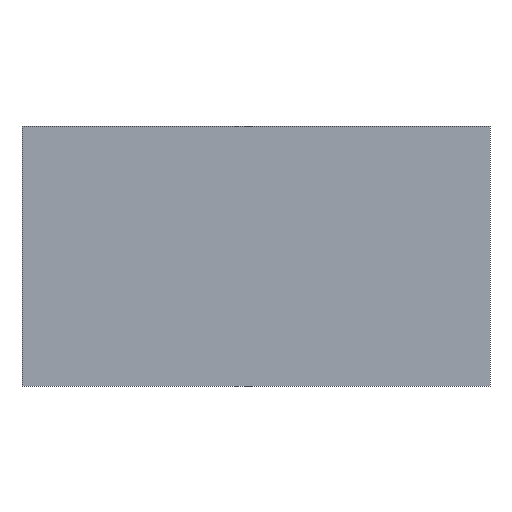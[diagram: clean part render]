
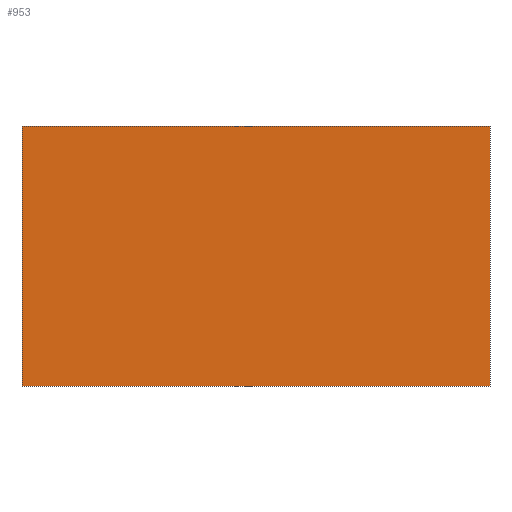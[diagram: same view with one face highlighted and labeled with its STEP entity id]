
A CAD part, front view. The second image highlights one B-rep face of the part: STEP entity #953.
In plain terms, the highlighted planar face has unit normal (0, -1, 0).
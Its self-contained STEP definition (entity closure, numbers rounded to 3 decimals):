
#154=FACE_OUTER_BOUND('',#208,.T.);
#208=EDGE_LOOP('',(#657,#658,#659,#660));
#259=LINE('',#1507,#323);
#263=LINE('',#1515,#327);
#266=LINE('',#1521,#330);
#269=LINE('',#1526,#333);
#323=VECTOR('',#1161,10.);
#327=VECTOR('',#1167,10.);
#330=VECTOR('',#1172,10.);
#333=VECTOR('',#1177,10.);
#387=VERTEX_POINT('',#1505);
#388=VERTEX_POINT('',#1506);
#391=VERTEX_POINT('',#1514);
#393=VERTEX_POINT('',#1520);
#487=EDGE_CURVE('',#387,#388,#259,.T.);
#491=EDGE_CURVE('',#388,#391,#263,.T.);
#494=EDGE_CURVE('',#391,#393,#266,.T.);
#497=EDGE_CURVE('',#393,#387,#269,.T.);
#657=ORIENTED_EDGE('',*,*,#497,.F.);
#658=ORIENTED_EDGE('',*,*,#494,.F.);
#659=ORIENTED_EDGE('',*,*,#491,.F.);
#660=ORIENTED_EDGE('',*,*,#487,.F.);
#942=PLANE('',#1022);
#953=ADVANCED_FACE('',(#154),#942,.T.);
#1022=AXIS2_PLACEMENT_3D('',#1529,#1181,#1182);
#1161=DIRECTION('',(1.,0.,0.));
#1167=DIRECTION('',(0.,0.,-1.));
#1172=DIRECTION('',(-1.,0.,0.));
#1177=DIRECTION('',(0.,0.,1.));
#1181=DIRECTION('center_axis',(0.,-1.,0.));
#1182=DIRECTION('ref_axis',(0.,0.,-1.));
#1505=CARTESIAN_POINT('',(100.,-26.,-1.));
#1506=CARTESIAN_POINT('',(3250.,-26.,-1.));
#1507=CARTESIAN_POINT('',(2454.288,-26.,-1.));
#1514=CARTESIAN_POINT('',(3250.,-26.,-1751.));
#1515=CARTESIAN_POINT('',(3250.,-26.,-1319.155));
#1520=CARTESIAN_POINT('',(100.,-26.,-1751.));
#1521=CARTESIAN_POINT('',(879.288,-26.,-1751.));
#1526=CARTESIAN_POINT('',(100.,-26.,-444.155));
#1529=CARTESIAN_POINT('Origin',(1675.,-26.,-876.));
